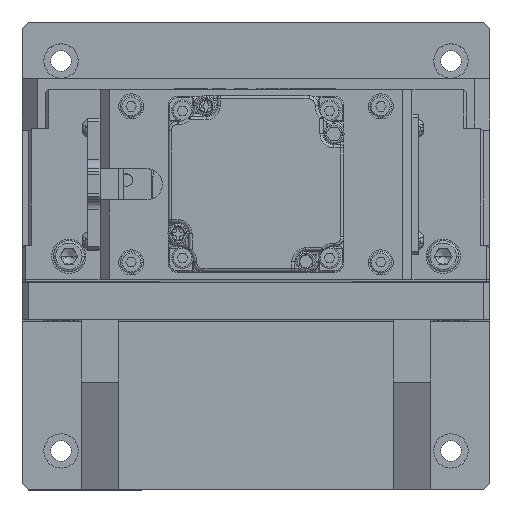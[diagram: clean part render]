
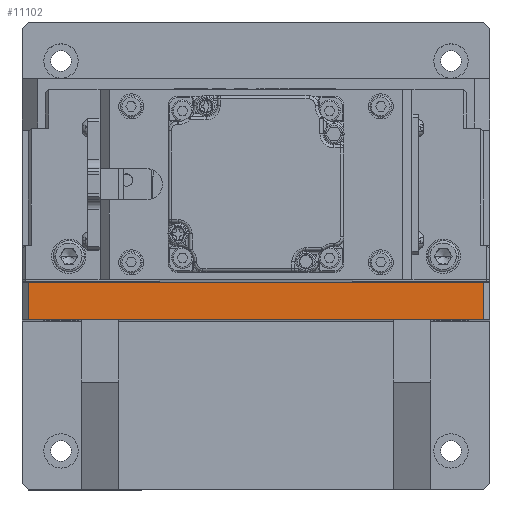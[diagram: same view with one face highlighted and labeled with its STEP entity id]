
A CAD part, top view. The second image highlights one B-rep face of the part: STEP entity #11102.
In plain terms, the highlighted planar face has unit normal (0, 0, 1).
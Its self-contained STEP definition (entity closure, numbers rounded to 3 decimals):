
#739 = EDGE_CURVE ( 'NONE', #49888, #63350, #52668, .T. ) ;
#1156 = CARTESIAN_POINT ( 'NONE',  ( -73., -12., 94. ) ) ;
#3388 = AXIS2_PLACEMENT_3D ( 'NONE', #63870, #18115, #48480 ) ;
#3485 = CARTESIAN_POINT ( 'NONE',  ( -75., -12., 94. ) ) ;
#3638 = VECTOR ( 'NONE', #61172, 1000. ) ;
#5400 = EDGE_CURVE ( 'NONE', #10686, #51226, #35213, .T. ) ;
#5784 = EDGE_CURVE ( 'NONE', #10686, #49888, #35153, .T. ) ;
#8004 = EDGE_LOOP ( 'NONE', ( #9295, #13785, #23005, #44147 ) ) ;
#9295 = ORIENTED_EDGE ( 'NONE', *, *, #739, .T. ) ;
#10686 = VERTEX_POINT ( 'NONE', #17547 ) ;
#10990 = CARTESIAN_POINT ( 'NONE',  ( -73., -12., 94. ) ) ;
#11102 = ADVANCED_FACE ( 'NONE', ( #61942 ), #53076, .F. ) ;
#13065 = CARTESIAN_POINT ( 'NONE',  ( 73., -12., 94. ) ) ;
#13785 = ORIENTED_EDGE ( 'NONE', *, *, #29071, .T. ) ;
#17547 = CARTESIAN_POINT ( 'NONE',  ( 73., -12., 94. ) ) ;
#18115 = DIRECTION ( 'NONE',  ( 0., 0., -1. ) ) ;
#18646 = DIRECTION ( 'NONE',  ( -1., 0., 0. ) ) ;
#21416 = DIRECTION ( 'NONE',  ( 0., -1., 0. ) ) ;
#23005 = ORIENTED_EDGE ( 'NONE', *, *, #5400, .F. ) ;
#26587 = CARTESIAN_POINT ( 'NONE',  ( -73., 0., 94. ) ) ;
#28909 = DIRECTION ( 'NONE',  ( 0., 1., 0. ) ) ;
#29071 = EDGE_CURVE ( 'NONE', #63350, #51226, #50456, .T. ) ;
#35153 = LINE ( 'NONE', #13065, #42437 ) ;
#35213 = LINE ( 'NONE', #3485, #3638 ) ;
#42437 = VECTOR ( 'NONE', #28909, 1000. ) ;
#44147 = ORIENTED_EDGE ( 'NONE', *, *, #5784, .T. ) ;
#48480 = DIRECTION ( 'NONE',  ( 0., 1., 0. ) ) ;
#49888 = VERTEX_POINT ( 'NONE', #64033 ) ;
#50456 = LINE ( 'NONE', #10990, #65240 ) ;
#51226 = VERTEX_POINT ( 'NONE', #1156 ) ;
#52668 = LINE ( 'NONE', #55200, #64213 ) ;
#53076 = PLANE ( 'NONE',  #3388 ) ;
#55200 = CARTESIAN_POINT ( 'NONE',  ( -75., 0., 94. ) ) ;
#61172 = DIRECTION ( 'NONE',  ( -1., 0., 0. ) ) ;
#61942 = FACE_OUTER_BOUND ( 'NONE', #8004, .T. ) ;
#63350 = VERTEX_POINT ( 'NONE', #26587 ) ;
#63870 = CARTESIAN_POINT ( 'NONE',  ( -75., -12., 94. ) ) ;
#64033 = CARTESIAN_POINT ( 'NONE',  ( 73., 0., 94. ) ) ;
#64213 = VECTOR ( 'NONE', #18646, 1000. ) ;
#65240 = VECTOR ( 'NONE', #21416, 1000. ) ;
